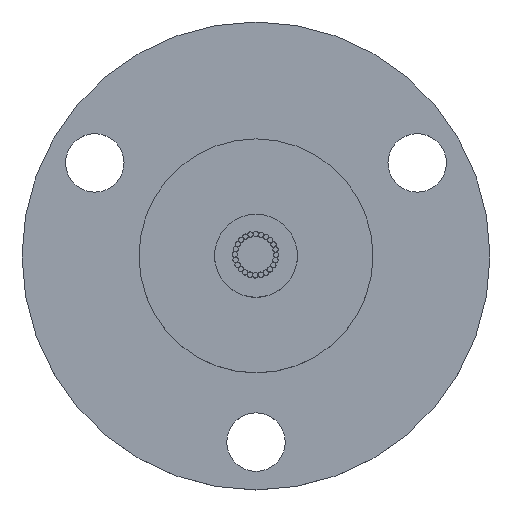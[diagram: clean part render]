
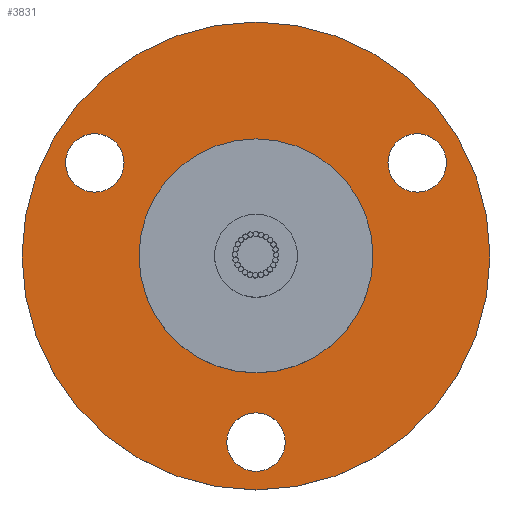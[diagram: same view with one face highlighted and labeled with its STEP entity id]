
A CAD part, top view. The second image highlights one B-rep face of the part: STEP entity #3831.
In plain terms, the highlighted planar face has unit normal (0, 0, 1).
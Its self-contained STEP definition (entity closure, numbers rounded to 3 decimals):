
#3 = CIRCLE ( 'NONE', #4009, 2.75 ) ;
#28 = AXIS2_PLACEMENT_3D ( 'NONE', #1173, #3607, #1541 ) ;
#49 = FACE_BOUND ( 'NONE', #4234, .T. ) ;
#143 = CARTESIAN_POINT ( 'NONE',  ( 0., -17.5, 2.4 ) ) ;
#203 = AXIS2_PLACEMENT_3D ( 'NONE', #485, #2905, #840 ) ;
#283 = CARTESIAN_POINT ( 'NONE',  ( 12.405, 8.75, 2.4 ) ) ;
#314 = CARTESIAN_POINT ( 'NONE',  ( 0., 0., 2.4 ) ) ;
#350 = CARTESIAN_POINT ( 'NONE',  ( 0., 0., 2.4 ) ) ;
#416 = ORIENTED_EDGE ( 'NONE', *, *, #3744, .F. ) ;
#443 = VERTEX_POINT ( 'NONE', #2089 ) ;
#474 = CARTESIAN_POINT ( 'NONE',  ( 0., 0., 2.4 ) ) ;
#485 = CARTESIAN_POINT ( 'NONE',  ( 0., -17.5, 2.4 ) ) ;
#494 = DIRECTION ( 'NONE',  ( 1., 0., 0. ) ) ;
#496 = ORIENTED_EDGE ( 'NONE', *, *, #4086, .T. ) ;
#514 = ORIENTED_EDGE ( 'NONE', *, *, #614, .F. ) ;
#542 = CIRCLE ( 'NONE', #3171, 11. ) ;
#581 = VERTEX_POINT ( 'NONE', #2408 ) ;
#588 = DIRECTION ( 'NONE',  ( 0., 0., 1. ) ) ;
#614 = EDGE_CURVE ( 'NONE', #1686, #3593, #542, .T. ) ;
#661 = EDGE_LOOP ( 'NONE', ( #2743, #496 ) ) ;
#667 = DIRECTION ( 'NONE',  ( 1., 0., 0. ) ) ;
#681 = AXIS2_PLACEMENT_3D ( 'NONE', #3977, #1888, #4304 ) ;
#700 = DIRECTION ( 'NONE',  ( 1., 0., 0. ) ) ;
#769 = EDGE_CURVE ( 'NONE', #1259, #1096, #3, .T. ) ;
#794 = EDGE_CURVE ( 'NONE', #1752, #2329, #1532, .T. ) ;
#825 = DIRECTION ( 'NONE',  ( 1., 0., 0. ) ) ;
#832 = EDGE_CURVE ( 'NONE', #443, #581, #2441, .T. ) ;
#840 = DIRECTION ( 'NONE',  ( 1., 0., 0. ) ) ;
#994 = PLANE ( 'NONE',  #2786 ) ;
#1096 = VERTEX_POINT ( 'NONE', #3690 ) ;
#1166 = DIRECTION ( 'NONE',  ( 0., 0., 1. ) ) ;
#1173 = CARTESIAN_POINT ( 'NONE',  ( -15.155, 8.75, 2.4 ) ) ;
#1259 = VERTEX_POINT ( 'NONE', #283 ) ;
#1290 = CARTESIAN_POINT ( 'NONE',  ( -12.405, 8.75, 2.4 ) ) ;
#1293 = CIRCLE ( 'NONE', #2901, 11. ) ;
#1315 = CIRCLE ( 'NONE', #28, 2.75 ) ;
#1351 = CARTESIAN_POINT ( 'NONE',  ( 0., 0., 2.4 ) ) ;
#1441 = VERTEX_POINT ( 'NONE', #2422 ) ;
#1454 = CARTESIAN_POINT ( 'NONE',  ( 15.155, 8.75, 2.4 ) ) ;
#1527 = CIRCLE ( 'NONE', #3567, 2.75 ) ;
#1532 = CIRCLE ( 'NONE', #203, 2.75 ) ;
#1538 = EDGE_LOOP ( 'NONE', ( #2338, #2129 ) ) ;
#1541 = DIRECTION ( 'NONE',  ( 1., 0., 0. ) ) ;
#1637 = EDGE_LOOP ( 'NONE', ( #514, #2956 ) ) ;
#1670 = EDGE_CURVE ( 'NONE', #1441, #3586, #1315, .T. ) ;
#1674 = CIRCLE ( 'NONE', #4289, 2.75 ) ;
#1686 = VERTEX_POINT ( 'NONE', #3244 ) ;
#1703 = DIRECTION ( 'NONE',  ( 0., 0., 1. ) ) ;
#1752 = VERTEX_POINT ( 'NONE', #3438 ) ;
#1756 = EDGE_LOOP ( 'NONE', ( #416, #3490 ) ) ;
#1787 = DIRECTION ( 'NONE',  ( 1., 0., 0. ) ) ;
#1886 = FACE_BOUND ( 'NONE', #1637, .T. ) ;
#1888 = DIRECTION ( 'NONE',  ( 0., 0., 1. ) ) ;
#2089 = CARTESIAN_POINT ( 'NONE',  ( -22., 0., 2.4 ) ) ;
#2129 = ORIENTED_EDGE ( 'NONE', *, *, #794, .F. ) ;
#2279 = ORIENTED_EDGE ( 'NONE', *, *, #4296, .F. ) ;
#2329 = VERTEX_POINT ( 'NONE', #3186 ) ;
#2338 = ORIENTED_EDGE ( 'NONE', *, *, #3431, .F. ) ;
#2408 = CARTESIAN_POINT ( 'NONE',  ( 22., 0., 2.4 ) ) ;
#2422 = CARTESIAN_POINT ( 'NONE',  ( -17.905, 8.75, 2.4 ) ) ;
#2441 = CIRCLE ( 'NONE', #681, 22. ) ;
#2577 = DIRECTION ( 'NONE',  ( 0., 0., 1. ) ) ;
#2674 = CARTESIAN_POINT ( 'NONE',  ( -15.155, 8.75, 2.4 ) ) ;
#2698 = FACE_OUTER_BOUND ( 'NONE', #661, .T. ) ;
#2740 = DIRECTION ( 'NONE',  ( 0., 0., 1. ) ) ;
#2743 = ORIENTED_EDGE ( 'NONE', *, *, #832, .T. ) ;
#2772 = DIRECTION ( 'NONE',  ( 0., 0., 1. ) ) ;
#2786 = AXIS2_PLACEMENT_3D ( 'NONE', #1351, #1703, #4111 ) ;
#2898 = DIRECTION ( 'NONE',  ( 0., 0., 1. ) ) ;
#2901 = AXIS2_PLACEMENT_3D ( 'NONE', #314, #2740, #667 ) ;
#2905 = DIRECTION ( 'NONE',  ( 0., 0., 1. ) ) ;
#2922 = AXIS2_PLACEMENT_3D ( 'NONE', #474, #2898, #825 ) ;
#2956 = ORIENTED_EDGE ( 'NONE', *, *, #3294, .F. ) ;
#3004 = DIRECTION ( 'NONE',  ( 1., 0., 0. ) ) ;
#3171 = AXIS2_PLACEMENT_3D ( 'NONE', #350, #2772, #700 ) ;
#3186 = CARTESIAN_POINT ( 'NONE',  ( 2.75, -17.5, 2.4 ) ) ;
#3237 = CARTESIAN_POINT ( 'NONE',  ( 15.155, 8.75, 2.4 ) ) ;
#3244 = CARTESIAN_POINT ( 'NONE',  ( 11., 0., 2.4 ) ) ;
#3270 = ORIENTED_EDGE ( 'NONE', *, *, #769, .F. ) ;
#3294 = EDGE_CURVE ( 'NONE', #3593, #1686, #1293, .T. ) ;
#3431 = EDGE_CURVE ( 'NONE', #2329, #1752, #1674, .T. ) ;
#3438 = CARTESIAN_POINT ( 'NONE',  ( -2.75, -17.5, 2.4 ) ) ;
#3490 = ORIENTED_EDGE ( 'NONE', *, *, #1670, .F. ) ;
#3567 = AXIS2_PLACEMENT_3D ( 'NONE', #2674, #588, #3004 ) ;
#3586 = VERTEX_POINT ( 'NONE', #1290 ) ;
#3593 = VERTEX_POINT ( 'NONE', #4399 ) ;
#3601 = DIRECTION ( 'NONE',  ( 1., 0., 0. ) ) ;
#3607 = DIRECTION ( 'NONE',  ( 0., 0., 1. ) ) ;
#3629 = FACE_BOUND ( 'NONE', #1538, .T. ) ;
#3672 = CIRCLE ( 'NONE', #2922, 22. ) ;
#3690 = CARTESIAN_POINT ( 'NONE',  ( 17.905, 8.75, 2.4 ) ) ;
#3716 = CIRCLE ( 'NONE', #3761, 2.75 ) ;
#3744 = EDGE_CURVE ( 'NONE', #3586, #1441, #1527, .T. ) ;
#3761 = AXIS2_PLACEMENT_3D ( 'NONE', #1454, #3870, #1787 ) ;
#3831 = ADVANCED_FACE ( 'NONE', ( #1886, #49, #3842, #3629, #2698 ), #994, .T. ) ;
#3842 = FACE_BOUND ( 'NONE', #1756, .T. ) ;
#3870 = DIRECTION ( 'NONE',  ( 0., 0., 1. ) ) ;
#3977 = CARTESIAN_POINT ( 'NONE',  ( 0., 0., 2.4 ) ) ;
#4009 = AXIS2_PLACEMENT_3D ( 'NONE', #3237, #1166, #3601 ) ;
#4086 = EDGE_CURVE ( 'NONE', #581, #443, #3672, .T. ) ;
#4111 = DIRECTION ( 'NONE',  ( 1., 0., 0. ) ) ;
#4234 = EDGE_LOOP ( 'NONE', ( #2279, #3270 ) ) ;
#4289 = AXIS2_PLACEMENT_3D ( 'NONE', #143, #2577, #494 ) ;
#4296 = EDGE_CURVE ( 'NONE', #1096, #1259, #3716, .T. ) ;
#4304 = DIRECTION ( 'NONE',  ( 1., 0., 0. ) ) ;
#4399 = CARTESIAN_POINT ( 'NONE',  ( -11., 0., 2.4 ) ) ;
